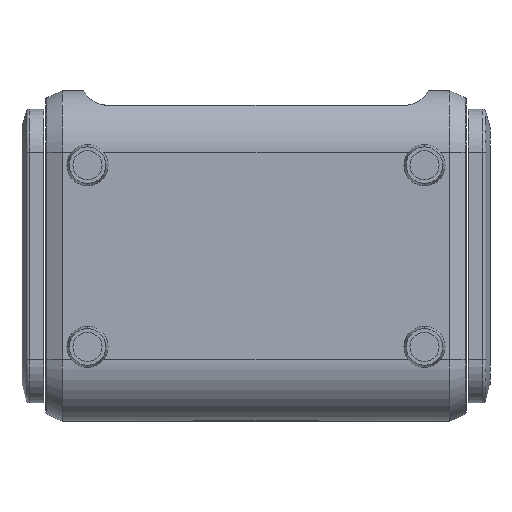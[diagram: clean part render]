
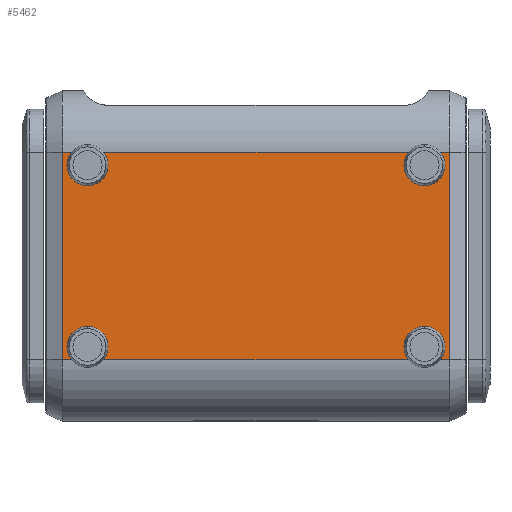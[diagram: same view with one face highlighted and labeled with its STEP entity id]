
A CAD part, front view. The second image highlights one B-rep face of the part: STEP entity #5462.
In plain terms, the highlighted planar face has unit normal (0, -1, 0).
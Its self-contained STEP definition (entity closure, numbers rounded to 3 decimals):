
#48 = VERTEX_POINT ( 'NONE', #4163 ) ;
#86 = EDGE_CURVE ( 'NONE', #11151, #7483, #8494, .T. ) ;
#181 = EDGE_CURVE ( 'NONE', #5227, #9791, #6006, .T. ) ;
#258 = DIRECTION ( 'NONE',  ( 0., 0., -1. ) ) ;
#312 = DIRECTION ( 'NONE',  ( 0., 0., 1. ) ) ;
#426 = DIRECTION ( 'NONE',  ( -1., 0., 0. ) ) ;
#601 = EDGE_CURVE ( 'NONE', #1370, #3077, #5767, .T. ) ;
#610 = CARTESIAN_POINT ( 'NONE',  ( 46.35, -17., -25. ) ) ;
#615 = VERTEX_POINT ( 'NONE', #7593 ) ;
#646 = CARTESIAN_POINT ( 'NONE',  ( 46.35, -17., -19.35 ) ) ;
#729 = ORIENTED_EDGE ( 'NONE', *, *, #8803, .T. ) ;
#762 = ORIENTED_EDGE ( 'NONE', *, *, #601, .F. ) ;
#786 = ORIENTED_EDGE ( 'NONE', *, *, #1946, .T. ) ;
#902 = DIRECTION ( 'NONE',  ( 0., 0., -1. ) ) ;
#1197 = ORIENTED_EDGE ( 'NONE', *, *, #10267, .T. ) ;
#1233 = VERTEX_POINT ( 'NONE', #646 ) ;
#1243 = ORIENTED_EDGE ( 'NONE', *, *, #9365, .T. ) ;
#1370 = VERTEX_POINT ( 'NONE', #6965 ) ;
#1405 = EDGE_CURVE ( 'NONE', #1713, #4524, #2063, .T. ) ;
#1660 = VECTOR ( 'NONE', #4296, 1000. ) ;
#1713 = VERTEX_POINT ( 'NONE', #11062 ) ;
#1871 = EDGE_LOOP ( 'NONE', ( #1880, #10529, #6527, #7707, #786, #1197, #7655, #762, #10940, #1949, #2103, #1243, #729, #10062, #2584, #4320 ) ) ;
#1880 = ORIENTED_EDGE ( 'NONE', *, *, #181, .F. ) ;
#1889 = EDGE_CURVE ( 'NONE', #8644, #11151, #10777, .T. ) ;
#1922 = CARTESIAN_POINT ( 'NONE',  ( 53.3, -17., 28.5 ) ) ;
#1946 = EDGE_CURVE ( 'NONE', #615, #6473, #5617, .T. ) ;
#1949 = ORIENTED_EDGE ( 'NONE', *, *, #1405, .F. ) ;
#1956 = CIRCLE ( 'NONE', #2713, 5.65 ) ;
#1991 = EDGE_CURVE ( 'NONE', #3077, #7992, #7475, .T. ) ;
#2063 = CIRCLE ( 'NONE', #9284, 5.65 ) ;
#2103 = ORIENTED_EDGE ( 'NONE', *, *, #3115, .F. ) ;
#2168 = CARTESIAN_POINT ( 'NONE',  ( 46.35, -17., 25. ) ) ;
#2204 = DIRECTION ( 'NONE',  ( 0., -1., 0. ) ) ;
#2336 = CIRCLE ( 'NONE', #6612, 5.65 ) ;
#2444 = DIRECTION ( 'NONE',  ( 0., 0., -1. ) ) ;
#2460 = DIRECTION ( 'NONE',  ( 0., 1., 0. ) ) ;
#2584 = ORIENTED_EDGE ( 'NONE', *, *, #1889, .F. ) ;
#2657 = CIRCLE ( 'NONE', #7661, 5.65 ) ;
#2713 = AXIS2_PLACEMENT_3D ( 'NONE', #3133, #4944, #8470 ) ;
#2746 = DIRECTION ( 'NONE',  ( -1., 0., 0. ) ) ;
#2784 = VECTOR ( 'NONE', #2746, 1000. ) ;
#2864 = CARTESIAN_POINT ( 'NONE',  ( 57.8, -17., -28.5 ) ) ;
#2910 = EDGE_CURVE ( 'NONE', #1233, #5227, #3238, .T. ) ;
#2974 = CARTESIAN_POINT ( 'NONE',  ( -50.785, -17., 28.5 ) ) ;
#3077 = VERTEX_POINT ( 'NONE', #3183 ) ;
#3115 = EDGE_CURVE ( 'NONE', #6660, #1713, #2657, .T. ) ;
#3120 = DIRECTION ( 'NONE',  ( 0., 0., -1. ) ) ;
#3127 = CARTESIAN_POINT ( 'NONE',  ( -46.35, -17., -19.35 ) ) ;
#3133 = CARTESIAN_POINT ( 'NONE',  ( -46.35, -17., -25. ) ) ;
#3183 = CARTESIAN_POINT ( 'NONE',  ( 46.35, -17., 19.35 ) ) ;
#3226 = CARTESIAN_POINT ( 'NONE',  ( 57.8, -17., -28.5 ) ) ;
#3238 = CIRCLE ( 'NONE', #9896, 5.65 ) ;
#3259 = DIRECTION ( 'NONE',  ( 0., 0., -1. ) ) ;
#3303 = CARTESIAN_POINT ( 'NONE',  ( -41.915, -17., -28.5 ) ) ;
#3386 = AXIS2_PLACEMENT_3D ( 'NONE', #2168, #6416, #258 ) ;
#3395 = FACE_OUTER_BOUND ( 'NONE', #1871, .T. ) ;
#3422 = CARTESIAN_POINT ( 'NONE',  ( -53.3, -17., 28.5 ) ) ;
#3684 = CARTESIAN_POINT ( 'NONE',  ( 57.8, -17., 28.5 ) ) ;
#3695 = CARTESIAN_POINT ( 'NONE',  ( -46.35, -17., -25. ) ) ;
#3803 = CARTESIAN_POINT ( 'NONE',  ( 41.915, -17., -28.5 ) ) ;
#3994 = CARTESIAN_POINT ( 'NONE',  ( -46.35, -17., 25. ) ) ;
#4163 = CARTESIAN_POINT ( 'NONE',  ( 50.785, -17., -28.5 ) ) ;
#4256 = CARTESIAN_POINT ( 'NONE',  ( -46.35, -17., 25. ) ) ;
#4296 = DIRECTION ( 'NONE',  ( 0., 0., -1. ) ) ;
#4320 = ORIENTED_EDGE ( 'NONE', *, *, #5180, .F. ) ;
#4326 = DIRECTION ( 'NONE',  ( -1., 0., 0. ) ) ;
#4332 = CARTESIAN_POINT ( 'NONE',  ( 57.8, -17., 28.5 ) ) ;
#4524 = VERTEX_POINT ( 'NONE', #5952 ) ;
#4565 = LINE ( 'NONE', #2864, #2784 ) ;
#4576 = DIRECTION ( 'NONE',  ( 0., -1., 0. ) ) ;
#4944 = DIRECTION ( 'NONE',  ( 0., -1., 0. ) ) ;
#5034 = PLANE ( 'NONE',  #11211 ) ;
#5180 = EDGE_CURVE ( 'NONE', #9791, #8644, #1956, .T. ) ;
#5199 = VECTOR ( 'NONE', #6863, 1000. ) ;
#5227 = VERTEX_POINT ( 'NONE', #3803 ) ;
#5276 = CARTESIAN_POINT ( 'NONE',  ( -50.785, -17., -28.5 ) ) ;
#5363 = CARTESIAN_POINT ( 'NONE',  ( 50.785, -17., 28.5 ) ) ;
#5404 = VECTOR ( 'NONE', #426, 1000. ) ;
#5462 = ADVANCED_FACE ( 'NONE', ( #3395 ), #5034, .F. ) ;
#5467 = CARTESIAN_POINT ( 'NONE',  ( -53.3, -17., -28.5 ) ) ;
#5522 = EDGE_CURVE ( 'NONE', #48, #1233, #2336, .T. ) ;
#5608 = VECTOR ( 'NONE', #312, 1000. ) ;
#5617 = LINE ( 'NONE', #8332, #5608 ) ;
#5663 = LINE ( 'NONE', #9174, #5199 ) ;
#5767 = CIRCLE ( 'NONE', #7619, 5.65 ) ;
#5952 = CARTESIAN_POINT ( 'NONE',  ( -41.915, -17., 28.5 ) ) ;
#6006 = LINE ( 'NONE', #6058, #8166 ) ;
#6058 = CARTESIAN_POINT ( 'NONE',  ( 57.8, -17., -28.5 ) ) ;
#6416 = DIRECTION ( 'NONE',  ( 0., -1., 0. ) ) ;
#6473 = VERTEX_POINT ( 'NONE', #1922 ) ;
#6527 = ORIENTED_EDGE ( 'NONE', *, *, #5522, .F. ) ;
#6612 = AXIS2_PLACEMENT_3D ( 'NONE', #610, #8663, #10407 ) ;
#6660 = VERTEX_POINT ( 'NONE', #2974 ) ;
#6863 = DIRECTION ( 'NONE',  ( -1., 0., 0. ) ) ;
#6893 = LINE ( 'NONE', #11389, #1660 ) ;
#6965 = CARTESIAN_POINT ( 'NONE',  ( 41.915, -17., 28.5 ) ) ;
#7132 = DIRECTION ( 'NONE',  ( -1., 0., 0. ) ) ;
#7187 = VECTOR ( 'NONE', #7132, 1000. ) ;
#7263 = EDGE_CURVE ( 'NONE', #1370, #4524, #9741, .T. ) ;
#7475 = CIRCLE ( 'NONE', #3386, 5.65 ) ;
#7483 = VERTEX_POINT ( 'NONE', #5467 ) ;
#7534 = DIRECTION ( 'NONE',  ( 0., -1., 0. ) ) ;
#7593 = CARTESIAN_POINT ( 'NONE',  ( 53.3, -17., -28.5 ) ) ;
#7619 = AXIS2_PLACEMENT_3D ( 'NONE', #10189, #11216, #3120 ) ;
#7655 = ORIENTED_EDGE ( 'NONE', *, *, #1991, .F. ) ;
#7661 = AXIS2_PLACEMENT_3D ( 'NONE', #3994, #7534, #9379 ) ;
#7707 = ORIENTED_EDGE ( 'NONE', *, *, #9343, .F. ) ;
#7992 = VERTEX_POINT ( 'NONE', #5363 ) ;
#8142 = LINE ( 'NONE', #3684, #9073 ) ;
#8166 = VECTOR ( 'NONE', #4326, 1000. ) ;
#8332 = CARTESIAN_POINT ( 'NONE',  ( 53.3, -17., 28.5 ) ) ;
#8470 = DIRECTION ( 'NONE',  ( 0., 0., -1. ) ) ;
#8494 = LINE ( 'NONE', #3226, #5404 ) ;
#8644 = VERTEX_POINT ( 'NONE', #3127 ) ;
#8663 = DIRECTION ( 'NONE',  ( 0., -1., 0. ) ) ;
#8742 = AXIS2_PLACEMENT_3D ( 'NONE', #3695, #4576, #902 ) ;
#8758 = DIRECTION ( 'NONE',  ( 0., -1., 0. ) ) ;
#8803 = EDGE_CURVE ( 'NONE', #10726, #7483, #6893, .T. ) ;
#9073 = VECTOR ( 'NONE', #9828, 1000. ) ;
#9174 = CARTESIAN_POINT ( 'NONE',  ( 57.8, -17., 28.5 ) ) ;
#9284 = AXIS2_PLACEMENT_3D ( 'NONE', #4256, #8758, #2444 ) ;
#9343 = EDGE_CURVE ( 'NONE', #615, #48, #4565, .T. ) ;
#9365 = EDGE_CURVE ( 'NONE', #6660, #10726, #8142, .T. ) ;
#9379 = DIRECTION ( 'NONE',  ( 0., 0., -1. ) ) ;
#9399 = CARTESIAN_POINT ( 'NONE',  ( 46.35, -17., -25. ) ) ;
#9741 = LINE ( 'NONE', #10661, #7187 ) ;
#9791 = VERTEX_POINT ( 'NONE', #3303 ) ;
#9828 = DIRECTION ( 'NONE',  ( -1., 0., 0. ) ) ;
#9896 = AXIS2_PLACEMENT_3D ( 'NONE', #9399, #2204, #3259 ) ;
#10062 = ORIENTED_EDGE ( 'NONE', *, *, #86, .F. ) ;
#10189 = CARTESIAN_POINT ( 'NONE',  ( 46.35, -17., 25. ) ) ;
#10267 = EDGE_CURVE ( 'NONE', #6473, #7992, #5663, .T. ) ;
#10407 = DIRECTION ( 'NONE',  ( 0., 0., -1. ) ) ;
#10529 = ORIENTED_EDGE ( 'NONE', *, *, #2910, .F. ) ;
#10661 = CARTESIAN_POINT ( 'NONE',  ( 57.8, -17., 28.5 ) ) ;
#10726 = VERTEX_POINT ( 'NONE', #3422 ) ;
#10777 = CIRCLE ( 'NONE', #8742, 5.65 ) ;
#10940 = ORIENTED_EDGE ( 'NONE', *, *, #7263, .T. ) ;
#11062 = CARTESIAN_POINT ( 'NONE',  ( -46.35, -17., 19.35 ) ) ;
#11151 = VERTEX_POINT ( 'NONE', #5276 ) ;
#11202 = DIRECTION ( 'NONE',  ( 0., 0., 1. ) ) ;
#11211 = AXIS2_PLACEMENT_3D ( 'NONE', #4332, #2460, #11202 ) ;
#11216 = DIRECTION ( 'NONE',  ( 0., -1., 0. ) ) ;
#11389 = CARTESIAN_POINT ( 'NONE',  ( -53.3, -17., 28.5 ) ) ;
